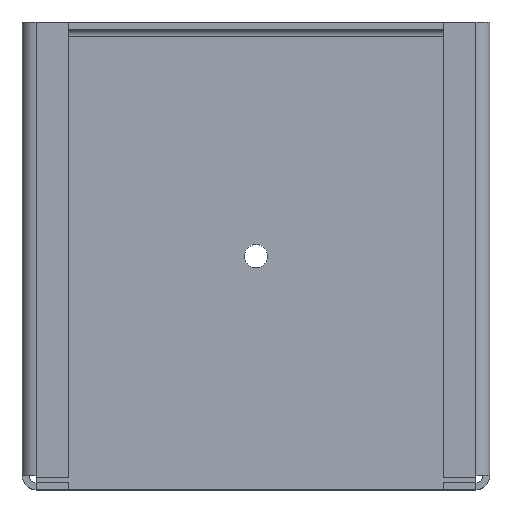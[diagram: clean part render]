
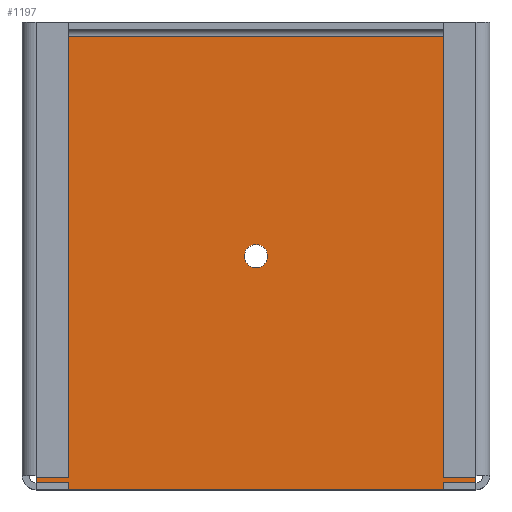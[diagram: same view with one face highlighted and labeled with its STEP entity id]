
A CAD part, top view. The second image highlights one B-rep face of the part: STEP entity #1197.
In plain terms, the highlighted planar face has unit normal (0, 0, 1).
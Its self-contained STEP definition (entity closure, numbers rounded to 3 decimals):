
#19=FACE_BOUND('',#189,.T.);
#44=PLANE('',#1313);
#111=FACE_OUTER_BOUND('',#188,.T.);
#188=EDGE_LOOP('',(#904,#905,#906,#907,#908,#909));
#189=EDGE_LOOP('',(#910));
#279=LINE('',#1841,#406);
#292=LINE('',#1881,#419);
#293=LINE('',#1883,#420);
#294=LINE('',#1885,#421);
#295=LINE('',#1887,#422);
#296=LINE('',#1888,#423);
#406=VECTOR('',#1479,10.);
#419=VECTOR('',#1520,10.);
#420=VECTOR('',#1521,10.);
#421=VECTOR('',#1522,10.);
#422=VECTOR('',#1523,10.);
#423=VECTOR('',#1524,10.);
#515=CIRCLE('',#1274,2.5);
#557=VERTEX_POINT('',#1773);
#576=VERTEX_POINT('',#1827);
#577=VERTEX_POINT('',#1831);
#591=VERTEX_POINT('',#1880);
#592=VERTEX_POINT('',#1882);
#593=VERTEX_POINT('',#1884);
#594=VERTEX_POINT('',#1886);
#653=EDGE_CURVE('',#557,#557,#515,.T.);
#687=EDGE_CURVE('',#576,#577,#279,.T.);
#706=EDGE_CURVE('',#577,#591,#292,.T.);
#707=EDGE_CURVE('',#591,#592,#293,.T.);
#708=EDGE_CURVE('',#592,#593,#294,.T.);
#709=EDGE_CURVE('',#593,#594,#295,.T.);
#710=EDGE_CURVE('',#594,#576,#296,.T.);
#904=ORIENTED_EDGE('',*,*,#687,.T.);
#905=ORIENTED_EDGE('',*,*,#706,.T.);
#906=ORIENTED_EDGE('',*,*,#707,.T.);
#907=ORIENTED_EDGE('',*,*,#708,.T.);
#908=ORIENTED_EDGE('',*,*,#709,.T.);
#909=ORIENTED_EDGE('',*,*,#710,.T.);
#910=ORIENTED_EDGE('',*,*,#653,.T.);
#1197=ADVANCED_FACE('',(#111,#19),#44,.T.);
#1274=AXIS2_PLACEMENT_3D('',#1774,#1407,#1408);
#1313=AXIS2_PLACEMENT_3D('',#1879,#1518,#1519);
#1407=DIRECTION('center_axis',(0.,0.,-1.));
#1408=DIRECTION('ref_axis',(-1.,0.,0.));
#1479=DIRECTION('',(-1.,0.,0.));
#1518=DIRECTION('center_axis',(0.,0.,1.));
#1519=DIRECTION('ref_axis',(1.,0.,0.));
#1520=DIRECTION('',(0.,-1.,0.));
#1521=DIRECTION('',(0.,-1.,0.));
#1522=DIRECTION('',(1.,0.,0.));
#1523=DIRECTION('',(0.,1.,0.));
#1524=DIRECTION('',(0.,1.,0.));
#1773=CARTESIAN_POINT('',(2.5,0.,1.5));
#1774=CARTESIAN_POINT('Origin',(0.,0.,1.5));
#1827=CARTESIAN_POINT('',(47.,47.,1.5));
#1831=CARTESIAN_POINT('',(-47.,47.,1.5));
#1841=CARTESIAN_POINT('',(23.5,47.,1.5));
#1879=CARTESIAN_POINT('Origin',(0.,0.,1.5));
#1880=CARTESIAN_POINT('',(-47.,-47.,1.5));
#1881=CARTESIAN_POINT('',(-47.,25.,1.5));
#1882=CARTESIAN_POINT('',(-47.,-50.,1.5));
#1883=CARTESIAN_POINT('',(-47.,25.,1.5));
#1884=CARTESIAN_POINT('',(47.,-50.,1.5));
#1885=CARTESIAN_POINT('',(-50.,-50.,1.5));
#1886=CARTESIAN_POINT('',(47.,-47.,1.5));
#1887=CARTESIAN_POINT('',(47.,-25.,1.5));
#1888=CARTESIAN_POINT('',(47.,-25.,1.5));
